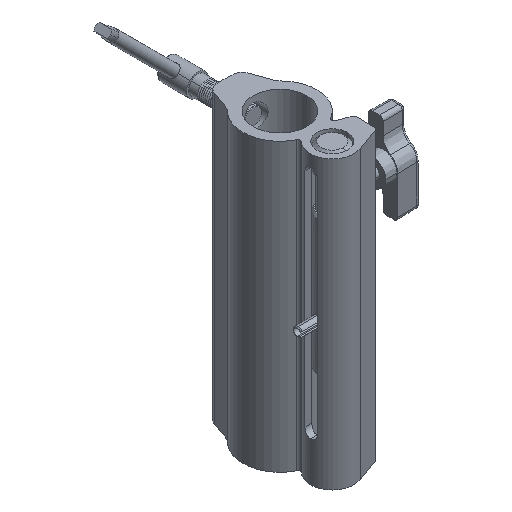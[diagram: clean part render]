
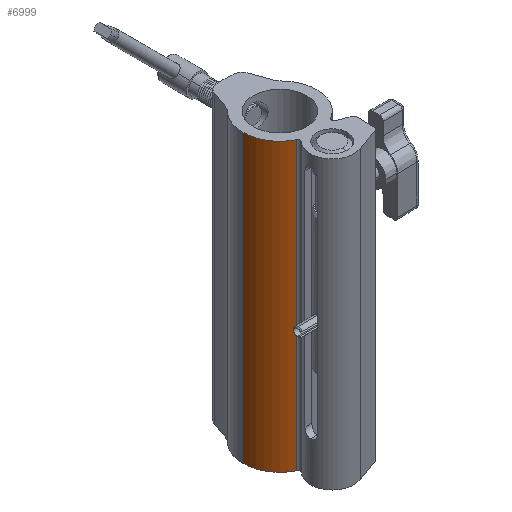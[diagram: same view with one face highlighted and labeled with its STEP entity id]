
A CAD part, isometric view. The second image highlights one B-rep face of the part: STEP entity #6999.
In plain terms, the highlighted cylindrical face has radius 20 mm (diameter 40 mm), a partial arc.
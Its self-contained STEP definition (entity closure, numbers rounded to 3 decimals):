
#303 = ORIENTED_EDGE ( 'NONE', *, *, #2235, .T. ) ;
#466 = CARTESIAN_POINT ( 'NONE',  ( -20., 0., 77.5 ) ) ;
#645 = AXIS2_PLACEMENT_3D ( 'NONE', #7267, #11728, #12824 ) ;
#1044 = CARTESIAN_POINT ( 'NONE',  ( 0., 0., 77.5 ) ) ;
#1799 = DIRECTION ( 'NONE',  ( 1., 0., 0. ) ) ;
#2235 = EDGE_CURVE ( 'NONE', #10301, #13629, #6667, .T. ) ;
#3849 = VECTOR ( 'NONE', #10762, 1000. ) ;
#3939 = CIRCLE ( 'NONE', #8748, 20. ) ;
#3984 = CARTESIAN_POINT ( 'NONE',  ( 0., 0., 77.5 ) ) ;
#4259 = EDGE_LOOP ( 'NONE', ( #12822, #9414, #303, #5595 ) ) ;
#4565 = DIRECTION ( 'NONE',  ( -1., 0., 0. ) ) ;
#4699 = VERTEX_POINT ( 'NONE', #466 ) ;
#4713 = CARTESIAN_POINT ( 'NONE',  ( -9.002, -17.86, 77.5 ) ) ;
#5595 = ORIENTED_EDGE ( 'NONE', *, *, #13968, .F. ) ;
#5885 = VECTOR ( 'NONE', #7927, 1000. ) ;
#6271 = LINE ( 'NONE', #11874, #3849 ) ;
#6667 = CIRCLE ( 'NONE', #645, 20. ) ;
#6888 = FACE_OUTER_BOUND ( 'NONE', #4259, .T. ) ;
#6999 = ADVANCED_FACE ( 'NONE', ( #6888 ), #8052, .T. ) ;
#7267 = CARTESIAN_POINT ( 'NONE',  ( 0., 0., -77.5 ) ) ;
#7794 = CARTESIAN_POINT ( 'NONE',  ( -9.002, -17.86, 77.5 ) ) ;
#7927 = DIRECTION ( 'NONE',  ( 0., 0., -1. ) ) ;
#8052 = CYLINDRICAL_SURFACE ( 'NONE', #12345, 20. ) ;
#8748 = AXIS2_PLACEMENT_3D ( 'NONE', #3984, #11706, #1799 ) ;
#9181 = EDGE_CURVE ( 'NONE', #4699, #10478, #3939, .T. ) ;
#9414 = ORIENTED_EDGE ( 'NONE', *, *, #12547, .T. ) ;
#10301 = VERTEX_POINT ( 'NONE', #11339 ) ;
#10478 = VERTEX_POINT ( 'NONE', #7794 ) ;
#10762 = DIRECTION ( 'NONE',  ( 0., 0., -1. ) ) ;
#11339 = CARTESIAN_POINT ( 'NONE',  ( -20., 0., -77.5 ) ) ;
#11706 = DIRECTION ( 'NONE',  ( 0., 0., 1. ) ) ;
#11728 = DIRECTION ( 'NONE',  ( 0., 0., 1. ) ) ;
#11761 = CARTESIAN_POINT ( 'NONE',  ( -9.002, -17.86, -77.5 ) ) ;
#11874 = CARTESIAN_POINT ( 'NONE',  ( -20., 0., 77.5 ) ) ;
#12345 = AXIS2_PLACEMENT_3D ( 'NONE', #1044, #13472, #4565 ) ;
#12490 = LINE ( 'NONE', #4713, #5885 ) ;
#12547 = EDGE_CURVE ( 'NONE', #4699, #10301, #6271, .T. ) ;
#12822 = ORIENTED_EDGE ( 'NONE', *, *, #9181, .F. ) ;
#12824 = DIRECTION ( 'NONE',  ( 1., 0., 0. ) ) ;
#13472 = DIRECTION ( 'NONE',  ( 0., 0., -1. ) ) ;
#13629 = VERTEX_POINT ( 'NONE', #11761 ) ;
#13968 = EDGE_CURVE ( 'NONE', #10478, #13629, #12490, .T. ) ;
